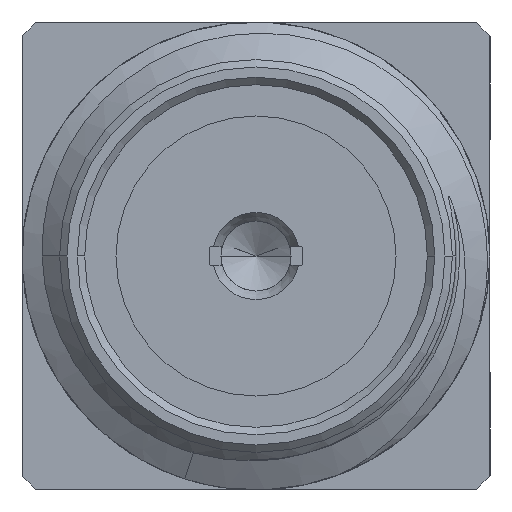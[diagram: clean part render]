
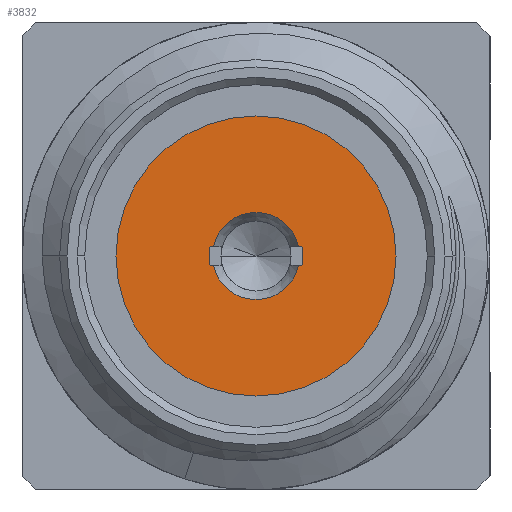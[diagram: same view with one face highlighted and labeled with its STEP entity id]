
A CAD part, left-side view. The second image highlights one B-rep face of the part: STEP entity #3832.
In plain terms, the highlighted planar face has unit normal (-1, 0, 0).
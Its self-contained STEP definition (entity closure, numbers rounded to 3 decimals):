
#1453=CARTESIAN_POINT('',(2.03,0.,0.));
#1454=DIRECTION('',(1.,0.,0.));
#1455=DIRECTION('',(0.,-1.,0.));
#1456=AXIS2_PLACEMENT_3D('',#1453,#1454,#1455);
#1458=CARTESIAN_POINT('',(2.03,0.,0.));
#1459=DIRECTION('',(1.,0.,0.));
#1460=DIRECTION('',(0.,1.,0.));
#1461=AXIS2_PLACEMENT_3D('',#1458,#1459,#1460);
#1463=CARTESIAN_POINT('',(2.03,0.,0.));
#1464=DIRECTION('',(-1.,0.,0.));
#1465=DIRECTION('',(0.,-0.977,0.212));
#1466=AXIS2_PLACEMENT_3D('',#1463,#1464,#1465);
#1468=DIRECTION('',(0.,-1.,0.));
#1469=VECTOR('',#1468,0.045);
#1470=CARTESIAN_POINT('',(2.03,0.623,0.125));
#1471=LINE('',#1470,#1469);
#1472=DIRECTION('',(0.,1.,0.));
#1473=VECTOR('',#1472,0.045);
#1474=CARTESIAN_POINT('',(2.03,0.577,-0.125));
#1475=LINE('',#1474,#1473);
#1476=CARTESIAN_POINT('',(2.03,0.,0.));
#1477=DIRECTION('',(-1.,0.,0.));
#1478=DIRECTION('',(0.,0.977,-0.212));
#1479=AXIS2_PLACEMENT_3D('',#1476,#1477,#1478);
#1494=CARTESIAN_POINT('',(2.03,0.,0.));
#1495=DIRECTION('',(1.,0.,0.));
#1496=DIRECTION('',(0.,-0.98,0.197));
#1497=AXIS2_PLACEMENT_3D('',#1494,#1495,#1496);
#1521=DIRECTION('',(0.,-1.,0.));
#1522=VECTOR('',#1521,0.045);
#1523=CARTESIAN_POINT('',(2.03,-0.577,-0.125));
#1524=LINE('',#1523,#1522);
#1530=CARTESIAN_POINT('',(2.03,-0.577,-0.125));
#1542=CARTESIAN_POINT('',(2.03,0.577,-0.125));
#1577=CARTESIAN_POINT('',(2.03,-0.577,0.125));
#1584=DIRECTION('',(0.,1.,0.));
#1585=VECTOR('',#1584,0.045);
#1586=CARTESIAN_POINT('',(2.03,-0.623,0.125));
#1587=LINE('',#1586,#1585);
#1598=CARTESIAN_POINT('',(2.03,0.577,0.125));
#1613=CARTESIAN_POINT('',(2.03,0.,0.));
#1614=DIRECTION('',(1.,0.,0.));
#1615=DIRECTION('',(0.,0.98,-0.197));
#1616=AXIS2_PLACEMENT_3D('',#1613,#1614,#1615);
#2150=VERTEX_POINT('',#1530);
#2151=VERTEX_POINT('',#1577);
#2161=VERTEX_POINT('',#1542);
#2170=VERTEX_POINT('',#1598);
#2177=CARTESIAN_POINT('',(2.03,-0.623,0.125));
#2179=VERTEX_POINT('',#2177);
#2181=CARTESIAN_POINT('',(2.03,-0.623,-0.125));
#2183=VERTEX_POINT('',#2181);
#2185=CARTESIAN_POINT('',(2.03,0.623,-0.125));
#2187=VERTEX_POINT('',#2185);
#2189=CARTESIAN_POINT('',(2.03,0.623,0.125));
#2191=VERTEX_POINT('',#2189);
#2357=CARTESIAN_POINT('',(2.03,-1.9,0.));
#2358=CARTESIAN_POINT('',(2.03,1.9,0.));
#2359=VERTEX_POINT('',#2357);
#2360=VERTEX_POINT('',#2358);
#3804=CARTESIAN_POINT('',(2.03,0.,0.));
#3805=DIRECTION('',(1.,0.,0.));
#3806=DIRECTION('',(0.,-1.,0.));
#3807=AXIS2_PLACEMENT_3D('',#3804,#3805,#3806);
#3808=PLANE('',#3807);
#3810=ORIENTED_EDGE('',*,*,#3809,.T.);
#3811=ORIENTED_EDGE('',*,*,#3794,.T.);
#3812=EDGE_LOOP('',(#3810,#3811));
#3813=FACE_OUTER_BOUND('',#3812,.F.);
#3815=ORIENTED_EDGE('',*,*,#3814,.F.);
#3817=ORIENTED_EDGE('',*,*,#3816,.T.);
#3819=ORIENTED_EDGE('',*,*,#3818,.T.);
#3821=ORIENTED_EDGE('',*,*,#3820,.F.);
#3823=ORIENTED_EDGE('',*,*,#3822,.F.);
#3825=ORIENTED_EDGE('',*,*,#3824,.F.);
#3827=ORIENTED_EDGE('',*,*,#3826,.T.);
#3829=ORIENTED_EDGE('',*,*,#3828,.T.);
#3830=EDGE_LOOP('',(#3815,#3817,#3819,#3821,#3823,#3825,#3827,#3829));
#3831=FACE_BOUND('',#3830,.F.);
#3832=ADVANCED_FACE('',(#3813,#3831),#3808,.F.);
#1457=CIRCLE('',#1456,1.9);
#1462=CIRCLE('',#1461,1.9);
#1467=CIRCLE('',#1466,0.59);
#1480=CIRCLE('',#1479,0.59);
#1498=CIRCLE('',#1497,0.635);
#1617=CIRCLE('',#1616,0.635);
#3794=EDGE_CURVE('',#2360,#2359,#1462,.T.);
#3809=EDGE_CURVE('',#2359,#2360,#1457,.T.);
#3814=EDGE_CURVE('',#2179,#2183,#1498,.T.);
#3816=EDGE_CURVE('',#2179,#2151,#1587,.T.);
#3818=EDGE_CURVE('',#2151,#2170,#1467,.T.);
#3820=EDGE_CURVE('',#2191,#2170,#1471,.T.);
#3822=EDGE_CURVE('',#2187,#2191,#1617,.T.);
#3824=EDGE_CURVE('',#2161,#2187,#1475,.T.);
#3826=EDGE_CURVE('',#2161,#2150,#1480,.T.);
#3828=EDGE_CURVE('',#2150,#2183,#1524,.T.);
